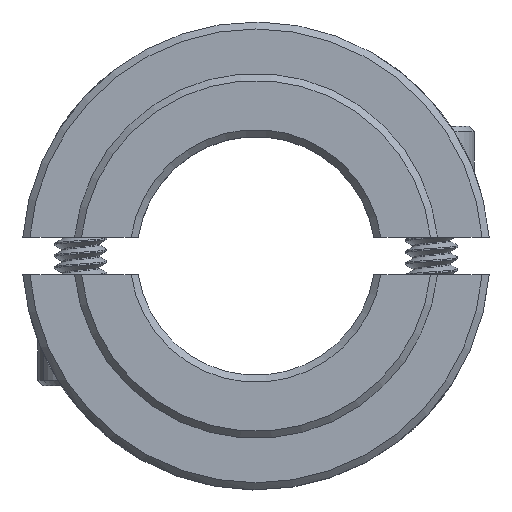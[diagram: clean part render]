
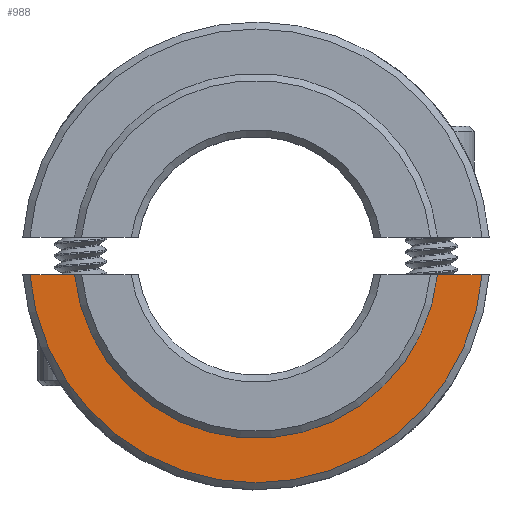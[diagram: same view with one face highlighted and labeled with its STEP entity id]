
A CAD part, top view. The second image highlights one B-rep face of the part: STEP entity #988.
In plain terms, the highlighted planar face has unit normal (0, 0, 1).
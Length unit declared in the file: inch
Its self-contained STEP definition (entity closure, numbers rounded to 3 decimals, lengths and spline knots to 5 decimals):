
#225 = CARTESIAN_POINT ( 'NONE',  ( -0.48335, 0.04, 0.235 ) ) ;
#329 = AXIS2_PLACEMENT_3D ( 'NONE', #3101, #2681, #4365 ) ;
#369 = EDGE_CURVE ( 'NONE', #1899, #4454, #5229, .T. ) ;
#515 = PLANE ( 'NONE',  #2116 ) ;
#537 = VECTOR ( 'NONE', #5117, 39.37008 ) ;
#862 = DIRECTION ( 'NONE',  ( 1., 0., 0. ) ) ;
#988 = ADVANCED_FACE ( 'NONE', ( #1752 ), #515, .T. ) ;
#1160 = CARTESIAN_POINT ( 'NONE',  ( 0., 0.04, 0.235 ) ) ;
#1219 = AXIS2_PLACEMENT_3D ( 'NONE', #1978, #2004, #5256 ) ;
#1250 = VERTEX_POINT ( 'NONE', #1957 ) ;
#1752 = FACE_OUTER_BOUND ( 'NONE', #3035, .T. ) ;
#1899 = VERTEX_POINT ( 'NONE', #3773 ) ;
#1957 = CARTESIAN_POINT ( 'NONE',  ( -0.38794, 0.04, 0.235 ) ) ;
#1978 = CARTESIAN_POINT ( 'NONE',  ( 0., 0., 0.235 ) ) ;
#2004 = DIRECTION ( 'NONE',  ( 0., 0., -1. ) ) ;
#2034 = DIRECTION ( 'NONE',  ( -1., 0., 0. ) ) ;
#2102 = VERTEX_POINT ( 'NONE', #225 ) ;
#2116 = AXIS2_PLACEMENT_3D ( 'NONE', #5129, #5009, #862 ) ;
#2148 = CARTESIAN_POINT ( 'NONE',  ( 0.38794, 0.04, 0.235 ) ) ;
#2489 = ORIENTED_EDGE ( 'NONE', *, *, #4914, .T. ) ;
#2603 = CARTESIAN_POINT ( 'NONE',  ( 0., 0.04, 0.235 ) ) ;
#2681 = DIRECTION ( 'NONE',  ( 0., 0., 1. ) ) ;
#3035 = EDGE_LOOP ( 'NONE', ( #3988, #2489, #4087, #4510 ) ) ;
#3101 = CARTESIAN_POINT ( 'NONE',  ( 0., 0., 0.235 ) ) ;
#3330 = EDGE_CURVE ( 'NONE', #1899, #2102, #4826, .T. ) ;
#3593 = VECTOR ( 'NONE', #2034, 39.37008 ) ;
#3773 = CARTESIAN_POINT ( 'NONE',  ( 0.48335, 0.04, 0.235 ) ) ;
#3988 = ORIENTED_EDGE ( 'NONE', *, *, #4350, .F. ) ;
#4087 = ORIENTED_EDGE ( 'NONE', *, *, #369, .F. ) ;
#4350 = EDGE_CURVE ( 'NONE', #1250, #2102, #4908, .T. ) ;
#4365 = DIRECTION ( 'NONE',  ( 1., 0., 0. ) ) ;
#4454 = VERTEX_POINT ( 'NONE', #2148 ) ;
#4510 = ORIENTED_EDGE ( 'NONE', *, *, #3330, .T. ) ;
#4659 = CIRCLE ( 'NONE', #1219, 0.39 ) ;
#4826 = CIRCLE ( 'NONE', #329, 0.485 ) ;
#4908 = LINE ( 'NONE', #1160, #3593 ) ;
#4914 = EDGE_CURVE ( 'NONE', #1250, #4454, #4659, .T. ) ;
#5009 = DIRECTION ( 'NONE',  ( 0., 0., 1. ) ) ;
#5117 = DIRECTION ( 'NONE',  ( -1., 0., 0. ) ) ;
#5129 = CARTESIAN_POINT ( 'NONE',  ( 0., 0., 0.235 ) ) ;
#5229 = LINE ( 'NONE', #2603, #537 ) ;
#5256 = DIRECTION ( 'NONE',  ( 1., 0., 0. ) ) ;
